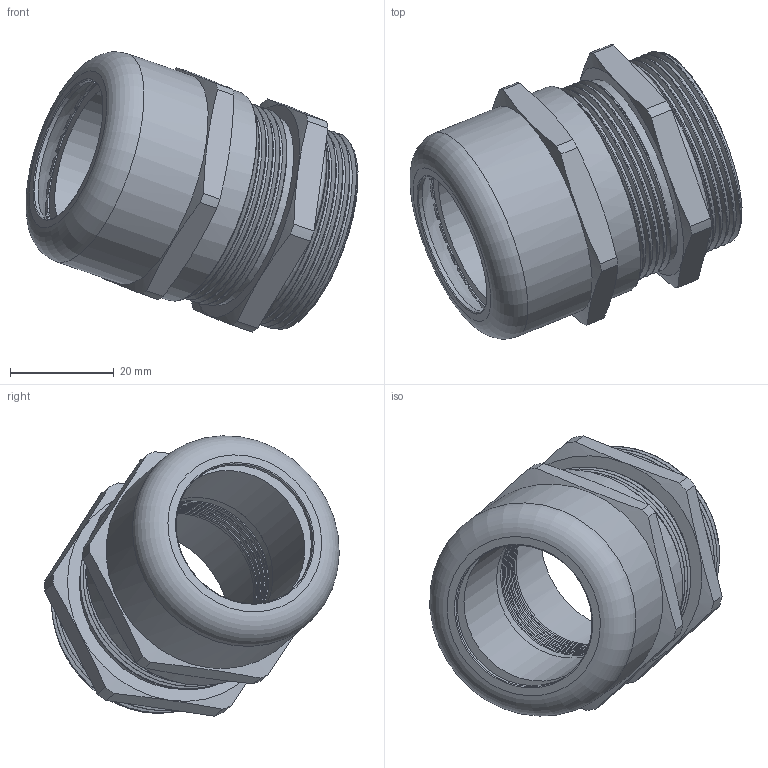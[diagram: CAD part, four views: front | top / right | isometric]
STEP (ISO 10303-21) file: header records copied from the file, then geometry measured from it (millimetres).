
FILE_DESCRIPTION(/* description */ ('Euro-Top M 40x1,5, KB: 19-28 mm'),/* implementation_level */ '2;1');
FILE_NAME(/* name */ '60084540LF-RST.stp',/* time_stamp */ '2020-10-14T11:42:51+02:00',/* author */ ('sl'),/* organization */ (''),/* preprocessor_version */ 'ST-DEVELOPER v16.5',/* originating_system */ 'Autodesk Inventor 2017',/* authorisation */ '');
FILE_SCHEMA (('AUTOMOTIVE_DESIGN { 1 0 10303 214 3 1 1 }'));
Length unit declared in the file: millimetre
Products named in the file (6): 60084540LF; 60084540; 60084540_1; 60084540_2; 60084540_3; 60084532
Assembly tree (5 placements, depth 2):
  60084540LF
    60084540
    60084540_1
    60084540_2
    60084540_3
    60084532
Bounding box: 63.95 x 56.72 x 54 mm (x, y, z)
Volume: 18390.5 mm3; surface area: 31507.1 mm2
Topology: 4 solids, 5 shells, 405 faces, 1152 edges, 756 vertices
Faces by surface type: plane 216, cylinder 74, cone 70, torus 36, bspline 9
Full cylindrical faces by diameter (mm): 28.25 x1, 28.44 x1, 28.443 x1, 28.45 x3, 28.8 x5, 32.94 x1, 33.84 x1, 34.7 x1, 34.76 x1, 37.47 x1, 37.68 x1, 37.82 x1, 38.1 x1, 38.45 x7, 42.3 x1, 42.35 x2
Entity records: 17839 total; most frequent: CARTESIAN_POINT 7820, ORIENTED_EDGE 2126, DIRECTION 2074, EDGE_CURVE 1063, AXIS2_PLACEMENT_3D 836, VERTEX_POINT 721, EDGE_LOOP 454, LINE 402
